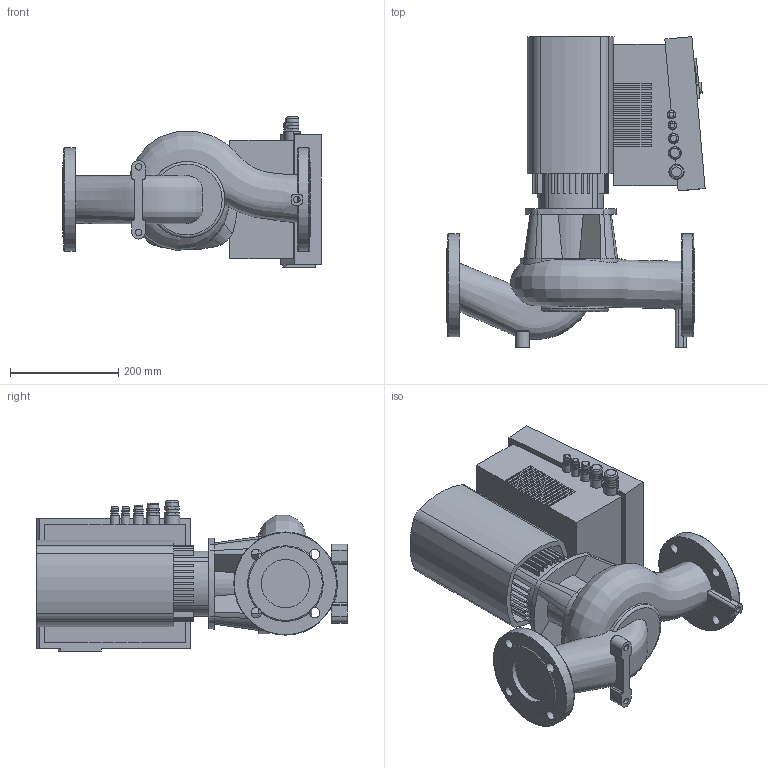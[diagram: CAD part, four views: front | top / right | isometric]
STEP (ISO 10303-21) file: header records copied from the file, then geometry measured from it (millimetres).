
FILE_DESCRIPTION(/* description */ (''),/* implementation_level */ '2;1');
FILE_NAME(/* name */ '3d_StratosGIGA3_3-50-2124501.stp',/* time_stamp */ '2022-03-01T15:24:47-06:00',/* author */ ('faliszekte'),/* organization */ (''),/* preprocessor_version */ 'ST-DEVELOPER v18.1',/* originating_system */ 'Autodesk Inventor 2021',/* authorisation */ '');
FILE_SCHEMA (('AUTOMOTIVE_DESIGN { 1 0 10303 214 3 1 1 }'));
Length unit declared in the file: inch
Products named in the file (12): 3d_StratosGIGA3_3-50-2124501; 3d_StratosGIGA3_3-50-21245011; 3d_StratosGIGA3_3-50-21245012; 3d_StratosGIGA3_3-50-21245013; 3d_StratosGIGA3_3-50-21245014; 3d_StratosGIGA3_3-50-21245015; 3d_StratosGIGA3_3-50-21245016; 3d_StratosGIGA3_3-50-21245017; 3d_StratosGIGA3_3-50-21245018; 3d_StratosGIGA3_3-50-21245019; 3d_StratosGIGA3_3-50-212450110; 3d_StratosGIGA3_3-50-212450111
Assembly tree (11 placements, depth 2):
  3d_StratosGIGA3_3-50-2124501
    3d_StratosGIGA3_3-50-21245011
    3d_StratosGIGA3_3-50-21245012
    3d_StratosGIGA3_3-50-21245013
    3d_StratosGIGA3_3-50-21245014
    3d_StratosGIGA3_3-50-21245015
    3d_StratosGIGA3_3-50-21245016
    3d_StratosGIGA3_3-50-21245017
    3d_StratosGIGA3_3-50-21245018
    3d_StratosGIGA3_3-50-21245019
    3d_StratosGIGA3_3-50-212450110
    3d_StratosGIGA3_3-50-212450111
Bounding box: 476.6 x 573.3 x 277 mm (x, y, z)
Volume: 22518920.7 mm3; surface area: 1423376.2 mm2
Topology: 18 solids, 18 shells, 703 faces, 1869 edges, 1214 vertices
Faces by surface type: plane 477, cylinder 150, bspline 44, cone 16, torus 16
Full cylindrical faces by diameter (mm): 12 x5, 13 x2, 15 x1, 16 x1, 19.05 x8, 20 x2, 21 x1, 23 x1, 24 x1, 88.9 x3, 190.5 x2
Entity records: 33018 total; most frequent: CARTESIAN_POINT 14865, ORIENTED_EDGE 3738, DIRECTION 3648, EDGE_CURVE 1869, AXIS2_PLACEMENT_3D 1225, VERTEX_POINT 1214, LINE 1198, VECTOR 1198
